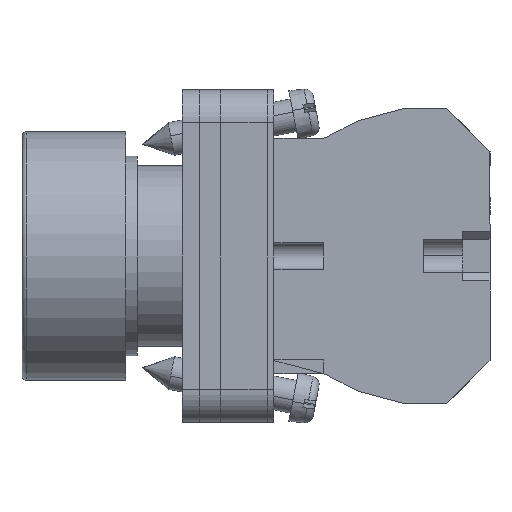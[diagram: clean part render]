
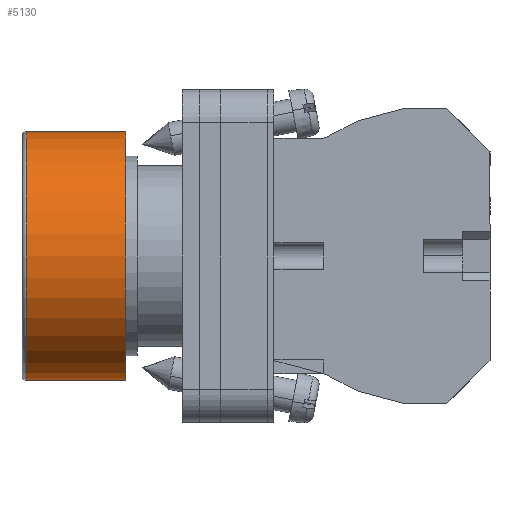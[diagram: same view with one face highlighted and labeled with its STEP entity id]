
A CAD part, left-side view. The second image highlights one B-rep face of the part: STEP entity #5130.
In plain terms, the highlighted cylindrical face has radius 14.925 mm (diameter 29.85 mm), a partial arc.
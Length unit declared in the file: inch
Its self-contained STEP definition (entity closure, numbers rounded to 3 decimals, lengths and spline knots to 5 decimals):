
#302 = EDGE_LOOP ( 'NONE', ( #1681, #1503, #6989, #6915 ) ) ;
#437 = VECTOR ( 'NONE', #3376, 39.37008 ) ;
#520 = DIRECTION ( 'NONE',  ( 0., 0., 1. ) ) ;
#844 = AXIS2_PLACEMENT_3D ( 'NONE', #12322, #6411, #520 ) ;
#921 = EDGE_CURVE ( 'NONE', #9044, #10784, #4552, .T. ) ;
#1503 = ORIENTED_EDGE ( 'NONE', *, *, #921, .T. ) ;
#1681 = ORIENTED_EDGE ( 'NONE', *, *, #9530, .F. ) ;
#2131 = CARTESIAN_POINT ( 'NONE',  ( 0., 0.92126, 0.5876 ) ) ;
#2174 = EDGE_CURVE ( 'NONE', #10784, #4067, #10941, .T. ) ;
#2387 = CARTESIAN_POINT ( 'NONE',  ( 0., 3.67379, -0.5876 ) ) ;
#2535 = DIRECTION ( 'NONE',  ( 0., -1., 0. ) ) ;
#2746 = CYLINDRICAL_SURFACE ( 'NONE', #6610, 0.5876 ) ;
#3376 = DIRECTION ( 'NONE',  ( 0., -1., 0. ) ) ;
#4060 = CARTESIAN_POINT ( 'NONE',  ( 0., 0.44843, 0.5876 ) ) ;
#4067 = VERTEX_POINT ( 'NONE', #12499 ) ;
#4410 = DIRECTION ( 'NONE',  ( 0., -1., 0. ) ) ;
#4477 = DIRECTION ( 'NONE',  ( 0., 0., -1. ) ) ;
#4552 = CIRCLE ( 'NONE', #8542, 0.5876 ) ;
#4620 = CARTESIAN_POINT ( 'NONE',  ( 0., 0.92126, -0.5876 ) ) ;
#4960 = VECTOR ( 'NONE', #11753, 39.37008 ) ;
#5130 = ADVANCED_FACE ( 'NONE', ( #8009 ), #2746, .T. ) ;
#5449 = CARTESIAN_POINT ( 'NONE',  ( 0., 3.67379, 0. ) ) ;
#5592 = EDGE_CURVE ( 'NONE', #4067, #10112, #10942, .T. ) ;
#6411 = DIRECTION ( 'NONE',  ( 0., 1., 0. ) ) ;
#6610 = AXIS2_PLACEMENT_3D ( 'NONE', #5449, #2535, #4477 ) ;
#6915 = ORIENTED_EDGE ( 'NONE', *, *, #5592, .T. ) ;
#6989 = ORIENTED_EDGE ( 'NONE', *, *, #2174, .T. ) ;
#8009 = FACE_OUTER_BOUND ( 'NONE', #302, .T. ) ;
#8542 = AXIS2_PLACEMENT_3D ( 'NONE', #10328, #4410, #11336 ) ;
#9044 = VERTEX_POINT ( 'NONE', #2131 ) ;
#9530 = EDGE_CURVE ( 'NONE', #9044, #10112, #10233, .T. ) ;
#9814 = CARTESIAN_POINT ( 'NONE',  ( 0., 3.67379, 0.5876 ) ) ;
#10112 = VERTEX_POINT ( 'NONE', #4060 ) ;
#10233 = LINE ( 'NONE', #9814, #4960 ) ;
#10328 = CARTESIAN_POINT ( 'NONE',  ( 0., 0.92126, 0. ) ) ;
#10784 = VERTEX_POINT ( 'NONE', #4620 ) ;
#10941 = LINE ( 'NONE', #2387, #437 ) ;
#10942 = CIRCLE ( 'NONE', #844, 0.5876 ) ;
#11336 = DIRECTION ( 'NONE',  ( 0., 0., -1. ) ) ;
#11753 = DIRECTION ( 'NONE',  ( 0., -1., 0. ) ) ;
#12322 = CARTESIAN_POINT ( 'NONE',  ( 0., 0.44843, 0. ) ) ;
#12499 = CARTESIAN_POINT ( 'NONE',  ( 0., 0.44843, -0.5876 ) ) ;
